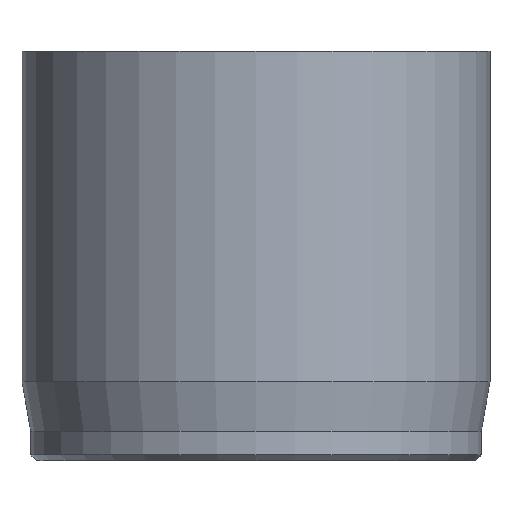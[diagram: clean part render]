
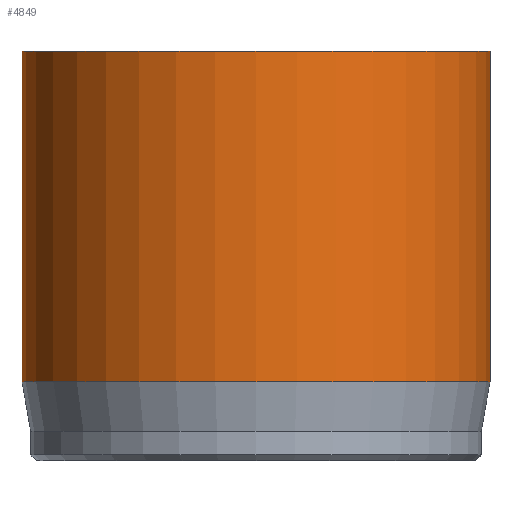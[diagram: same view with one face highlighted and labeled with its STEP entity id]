
A CAD part, front view. The second image highlights one B-rep face of the part: STEP entity #4849.
In plain terms, the highlighted cylindrical face has radius 8 mm (diameter 16 mm), a full revolution.
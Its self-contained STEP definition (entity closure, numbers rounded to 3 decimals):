
#31=CYLINDRICAL_SURFACE('',#5048,8.);
#45=CIRCLE('',#5021,8.);
#57=CIRCLE('',#5046,8.);
#58=CIRCLE('',#5047,8.);
#396=FACE_OUTER_BOUND('',#683,.T.);
#683=EDGE_LOOP('',(#4168,#4169,#4170,#4171,#4172));
#1030=LINE('',#8784,#1393);
#1393=VECTOR('',#5559,8.);
#2177=VERTEX_POINT('',#8735);
#2189=VERTEX_POINT('',#8778);
#2190=VERTEX_POINT('',#8779);
#2847=EDGE_CURVE('',#2177,#2177,#45,.T.);
#2865=EDGE_CURVE('',#2189,#2190,#57,.T.);
#2866=EDGE_CURVE('',#2190,#2189,#58,.T.);
#2868=EDGE_CURVE('',#2177,#2189,#1030,.T.);
#4168=ORIENTED_EDGE('',*,*,#2847,.T.);
#4169=ORIENTED_EDGE('',*,*,#2868,.T.);
#4170=ORIENTED_EDGE('',*,*,#2865,.T.);
#4171=ORIENTED_EDGE('',*,*,#2866,.T.);
#4172=ORIENTED_EDGE('',*,*,#2868,.F.);
#4849=ADVANCED_FACE('',(#396),#31,.T.);
#5021=AXIS2_PLACEMENT_3D('',#8736,#5496,#5497);
#5046=AXIS2_PLACEMENT_3D('',#8780,#5552,#5553);
#5047=AXIS2_PLACEMENT_3D('',#8781,#5554,#5555);
#5048=AXIS2_PLACEMENT_3D('',#8783,#5557,#5558);
#5496=DIRECTION('center_axis',(0.,0.,-1.));
#5497=DIRECTION('ref_axis',(-1.,0.,0.));
#5552=DIRECTION('center_axis',(0.,0.,1.));
#5553=DIRECTION('ref_axis',(-1.,0.,0.));
#5554=DIRECTION('center_axis',(0.,0.,1.));
#5555=DIRECTION('ref_axis',(-1.,0.,0.));
#5557=DIRECTION('center_axis',(0.,0.,1.));
#5558=DIRECTION('ref_axis',(-1.,0.,0.));
#5559=DIRECTION('',(0.,0.,-1.));
#8735=CARTESIAN_POINT('',(8.,0.,14.));
#8736=CARTESIAN_POINT('Origin',(0.,0.,14.));
#8778=CARTESIAN_POINT('',(8.,0.,2.701));
#8779=CARTESIAN_POINT('',(-8.,0.,2.701));
#8780=CARTESIAN_POINT('Origin',(0.,0.,2.701));
#8781=CARTESIAN_POINT('Origin',(0.,0.,2.701));
#8783=CARTESIAN_POINT('Origin',(0.,0.,0.));
#8784=CARTESIAN_POINT('',(8.,0.,0.));
